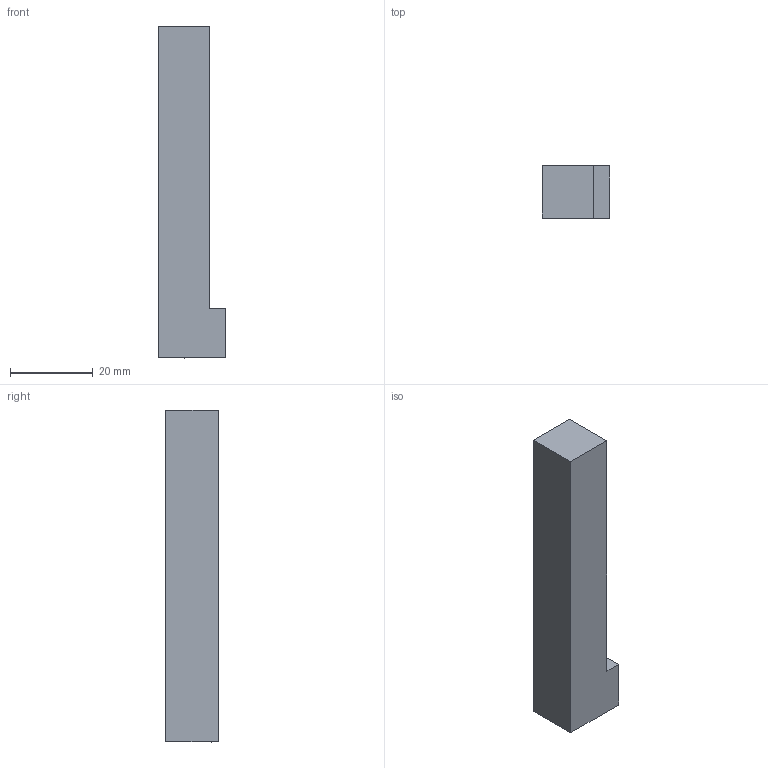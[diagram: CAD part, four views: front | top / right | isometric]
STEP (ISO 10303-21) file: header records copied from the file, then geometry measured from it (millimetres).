
FILE_DESCRIPTION(/* description */ (''),/* implementation_level */ '2;1');
FILE_NAME(/* name */ '1725276748467.stp',/* time_stamp */ '2024-09-02T17:02:38+06:00',/* author */ (''),/* organization */ ('SMS'),/* preprocessor_version */ 'ST-DEVELOPER v16.7',/* originating_system */ 'SIEMENS PLM Software NX 12.0',/* authorisation */ '');
FILE_SCHEMA (('AUTOMOTIVE_DESIGN { 1 0 10303 214 3 1 1 1 }'));
Length unit declared in the file: millimetre
Products named in the file (1): 205414351mod000_00
Bounding box: 16.35 x 12.7 x 80 mm (x, y, z)
Volume: 12307.7 mm3; surface area: 4974.3 mm2
Topology: 1 solids, 1 shells, 21 faces, 48 edges, 38 vertices
Faces by surface type: plane 12, cone 4, cylinder 4, torus 1
Full cylindrical faces by diameter (mm): 4.85 x1, 5 x1, 6 x1, 6.751 x1
Entity records: 694 total; most frequent: CARTESIAN_POINT 163, DIRECTION 104, ORIENTED_EDGE 74, AXIS2_PLACEMENT_3D 41, EDGE_CURVE 37, EDGE_LOOP 34, VERTEX_POINT 31, FACE_BOUND 25
